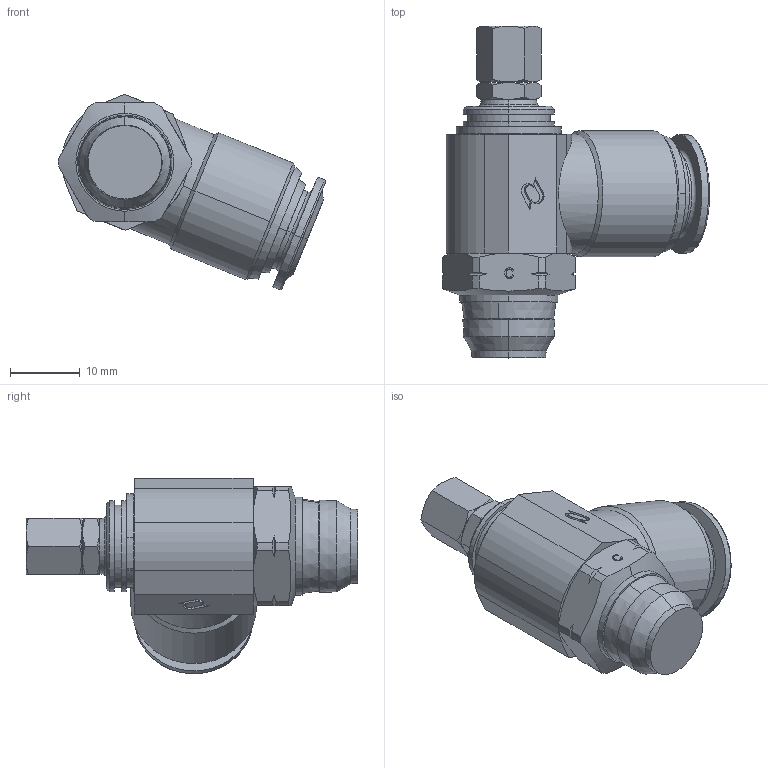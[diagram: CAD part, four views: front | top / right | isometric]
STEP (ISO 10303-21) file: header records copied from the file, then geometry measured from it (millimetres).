
FILE_DESCRIPTION (( 'STEP AP214' ), '1' );
FILE_NAME ('5790500017A.step', '2012-10-22T17:40:12', ( '' ), ( '' ), 'SwSTEP 2.0', 'SolidWorks 2012', '' );
FILE_SCHEMA (( 'AUTOMOTIVE_DESIGN' ));
Length unit declared in the file: millimetre
Products named in the file (1): 5790500017A
Bounding box: 38.23 x 47.5 x 27.98 mm (x, y, z)
Volume: 12268.5 mm3; surface area: 5824.7 mm2
Topology: 2 solids, 2 shells, 259 faces, 614 edges, 376 vertices
Faces by surface type: cone 82, cylinder 74, plane 73, torus 22, bspline 8
Entity records: 9599 total; most frequent: CARTESIAN_POINT 2364, DIRECTION 1274, ORIENTED_EDGE 1228, EDGE_CURVE 614, AXIS2_PLACEMENT_3D 522, VERTEX_POINT 376, EDGE_LOOP 278, CIRCLE 270
